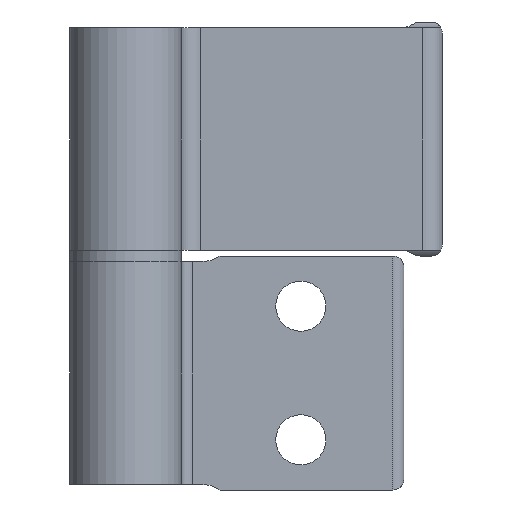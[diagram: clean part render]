
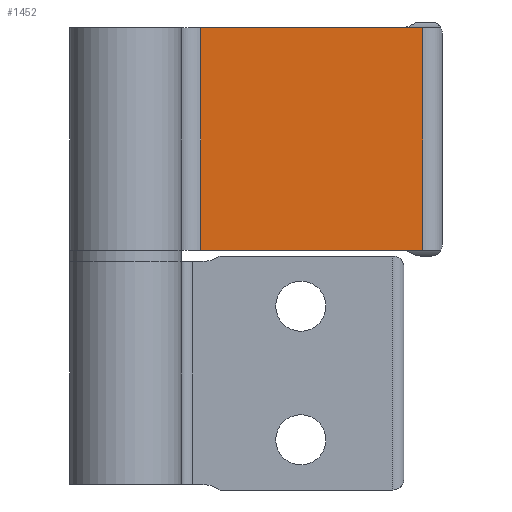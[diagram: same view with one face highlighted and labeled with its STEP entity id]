
A CAD part, front view. The second image highlights one B-rep face of the part: STEP entity #1452.
In plain terms, the highlighted face is planar.
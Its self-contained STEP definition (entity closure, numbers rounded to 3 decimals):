
#97=PLANE('',#1686);
#251=FACE_OUTER_BOUND('',#346,.T.);
#346=EDGE_LOOP('',(#1251,#1252,#1253,#1254));
#436=LINE('',#2477,#547);
#452=LINE('',#2579,#563);
#462=LINE('',#2604,#573);
#470=LINE('',#2630,#581);
#547=VECTOR('',#1969,40.);
#563=VECTOR('',#2035,39.9);
#573=VECTOR('',#2067,39.9);
#581=VECTOR('',#2093,40.);
#679=VERTEX_POINT('',#2474);
#680=VERTEX_POINT('',#2476);
#703=VERTEX_POINT('',#2577);
#707=VERTEX_POINT('',#2603);
#844=EDGE_CURVE('',#680,#679,#436,.T.);
#879=EDGE_CURVE('',#679,#703,#452,.T.);
#891=EDGE_CURVE('',#707,#680,#462,.T.);
#905=EDGE_CURVE('',#707,#703,#470,.T.);
#1251=ORIENTED_EDGE('',*,*,#879,.T.);
#1252=ORIENTED_EDGE('',*,*,#905,.F.);
#1253=ORIENTED_EDGE('',*,*,#891,.T.);
#1254=ORIENTED_EDGE('',*,*,#844,.T.);
#1452=ADVANCED_FACE('',(#251),#97,.T.);
#1686=AXIS2_PLACEMENT_3D('',#2629,#2091,#2092);
#1969=DIRECTION('',(0.,0.,-1.));
#2035=DIRECTION('',(-1.,0.,0.));
#2067=DIRECTION('',(1.,0.,0.));
#2091=DIRECTION('center_axis',(0.,1.,0.));
#2092=DIRECTION('ref_axis',(0.,0.,1.));
#2093=DIRECTION('',(0.,0.,-1.));
#2474=CARTESIAN_POINT('',(23.804,7.417,-20.));
#2476=CARTESIAN_POINT('',(23.804,7.417,20.));
#2477=CARTESIAN_POINT('',(23.804,7.417,0.));
#2577=CARTESIAN_POINT('',(-16.096,7.417,-20.));
#2579=CARTESIAN_POINT('',(5.604,7.417,-20.));
#2603=CARTESIAN_POINT('',(-16.096,7.417,20.));
#2604=CARTESIAN_POINT('',(5.604,7.417,20.));
#2629=CARTESIAN_POINT('Origin',(-16.096,7.417,0.));
#2630=CARTESIAN_POINT('',(-16.096,7.417,0.));
